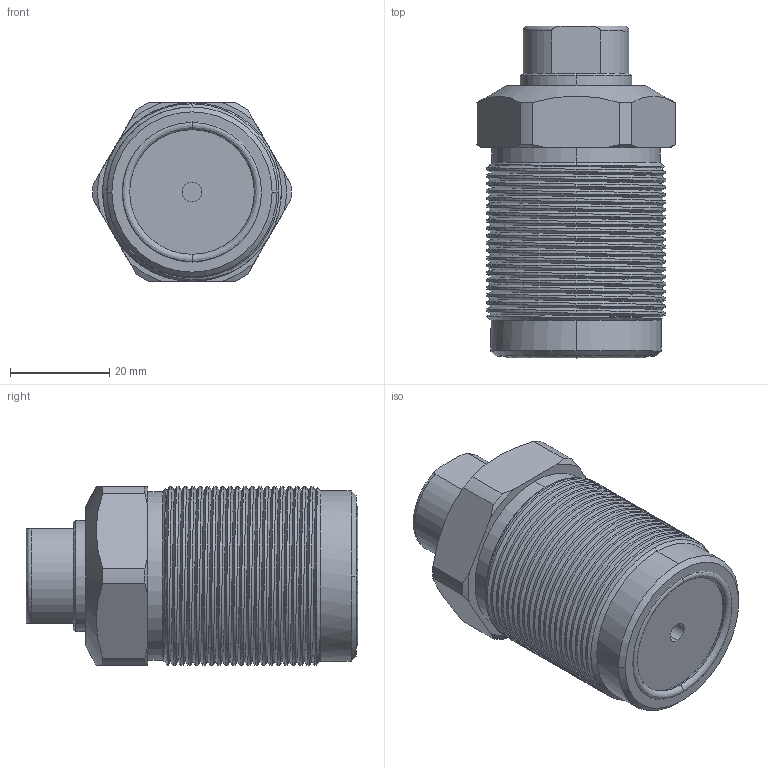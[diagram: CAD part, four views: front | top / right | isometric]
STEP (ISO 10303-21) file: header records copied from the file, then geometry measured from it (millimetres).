
FILE_DESCRIPTION (( 'STEP AP214' ), '1' );
FILE_NAME ('CTC-P036A-15.STEP', '2020-10-25T03:38:18', ( 'PC' ), ( '' ), 'SwSTEP 2.0', 'SolidWorks 2016', '' );
FILE_SCHEMA (( 'AUTOMOTIVE_DESIGN' ));
Length unit declared in the file: millimetre
Products named in the file (3): CTC-P036A-15; AS568-022_1
Assembly tree (2 placements, depth 2):
  CTC-P036A-15
    AS568-022_1
    CTC-P036A-15
Bounding box: 39.99 x 66.88 x 36 mm (x, y, z)
Volume: 56880.8 mm3; surface area: 12121.8 mm2
Topology: 2 solids, 2 shells, 105 faces, 276 edges, 177 vertices
Faces by surface type: cylinder 62, cone 18, plane 16, bspline 9
Entity records: 6963 total; most frequent: CARTESIAN_POINT 4566, ORIENTED_EDGE 548, DIRECTION 426, EDGE_CURVE 274, VERTEX_POINT 177, AXIS2_PLACEMENT_3D 168, EDGE_LOOP 111, ADVANCED_FACE 105
